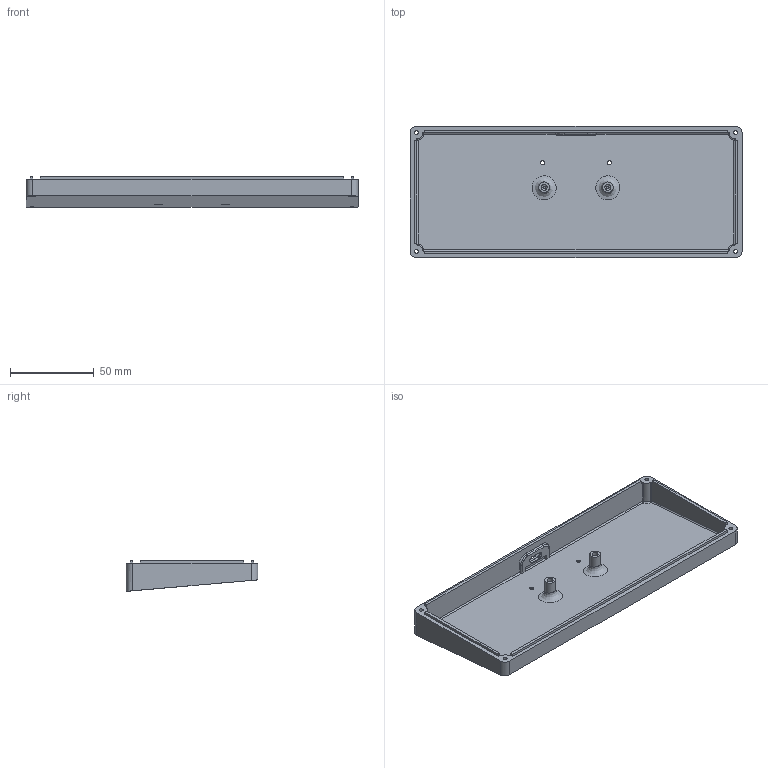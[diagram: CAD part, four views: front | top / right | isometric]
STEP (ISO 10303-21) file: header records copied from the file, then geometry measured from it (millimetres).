
FILE_DESCRIPTION(/* description */ (''),/* implementation_level */ '2;1');
FILE_NAME(/* name */ 'VOID30 Redux - Bottom - Angled.step',/* time_stamp */ '2023-06-13T13:32:12+03:00',/* author */ (''),/* organization */ (''),/* preprocessor_version */ 'ST-DEVELOPER v19.2',/* originating_system */ 'Autodesk Translation Framework v12.6.0.85',/* authorisation */ '');
FILE_SCHEMA (('AUTOMOTIVE_DESIGN { 1 0 10303 214 3 1 1 }'));
Length unit declared in the file: millimetre
Products named in the file (1): VOID30 Redux
Bounding box: 198.75 x 78.8 x 18.39 mm (x, y, z)
Volume: 59141.6 mm3; surface area: 47117.9 mm2
Topology: 1 solids, 1 shells, 160 faces, 403 edges, 242 vertices
Faces by surface type: cylinder 61, plane 59, bspline 26, torus 10, cone 4
Full cylindrical faces by diameter (mm): 2.4 x6, 3.5 x2, 4.2 x4, 6.4 x2
Entity records: 5674 total; most frequent: CARTESIAN_POINT 1859, DIRECTION 799, ORIENTED_EDGE 790, EDGE_CURVE 395, AXIS2_PLACEMENT_3D 307, VERTEX_POINT 242, LINE 185, VECTOR 185
